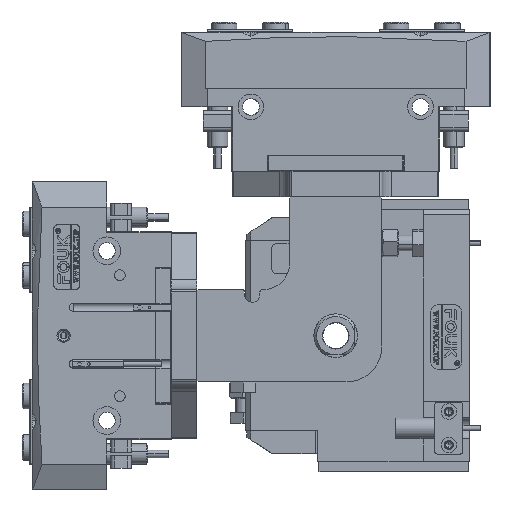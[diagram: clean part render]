
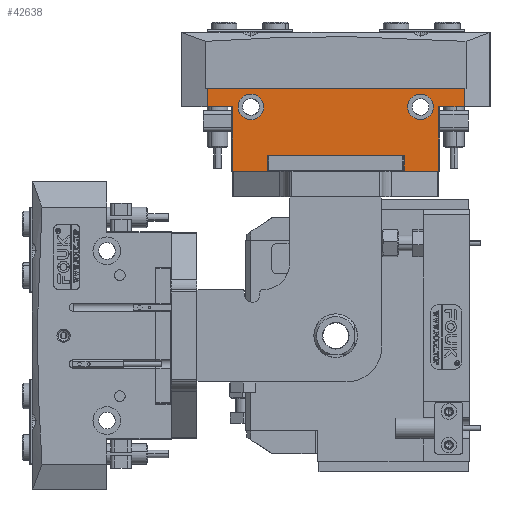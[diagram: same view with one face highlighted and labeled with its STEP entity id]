
A CAD part, left-side view. The second image highlights one B-rep face of the part: STEP entity #42638.
In plain terms, the highlighted face is planar.
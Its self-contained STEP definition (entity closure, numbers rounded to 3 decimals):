
#495 = CARTESIAN_POINT ( 'NONE',  ( -40., -7.5, -25. ) ) ;
#1280 = LINE ( 'NONE', #58260, #32339 ) ;
#1852 = FACE_BOUND ( 'NONE', #72552, .T. ) ;
#4296 = ORIENTED_EDGE ( 'NONE', *, *, #39048, .F. ) ;
#5151 = VERTEX_POINT ( 'NONE', #23615 ) ;
#6852 = ORIENTED_EDGE ( 'NONE', *, *, #60757, .F. ) ;
#7433 = VERTEX_POINT ( 'NONE', #8154 ) ;
#7991 = AXIS2_PLACEMENT_3D ( 'NONE', #28504, #80000, #21505 ) ;
#8130 = CARTESIAN_POINT ( 'NONE',  ( -50., -0.5, -25. ) ) ;
#8154 = CARTESIAN_POINT ( 'NONE',  ( -38., -7.5, -25. ) ) ;
#8992 = EDGE_CURVE ( 'NONE', #73469, #58533, #22490, .T. ) ;
#9156 = VECTOR ( 'NONE', #44081, 1000. ) ;
#10854 = VERTEX_POINT ( 'NONE', #8130 ) ;
#11200 = EDGE_CURVE ( 'NONE', #78353, #58802, #36605, .T. ) ;
#11505 = LINE ( 'NONE', #61921, #30545 ) ;
#12208 = LINE ( 'NONE', #19913, #26276 ) ;
#12953 = ORIENTED_EDGE ( 'NONE', *, *, #36550, .F. ) ;
#13862 = FACE_BOUND ( 'NONE', #47986, .T. ) ;
#14012 = DIRECTION ( 'NONE',  ( -1., 0., 0. ) ) ;
#14615 = VERTEX_POINT ( 'NONE', #61211 ) ;
#14911 = CARTESIAN_POINT ( 'NONE',  ( 40.5, -32.5, -25. ) ) ;
#16521 = VECTOR ( 'NONE', #70508, 1000. ) ;
#17770 = CARTESIAN_POINT ( 'NONE',  ( 50., 0., -25. ) ) ;
#18168 = ORIENTED_EDGE ( 'NONE', *, *, #26508, .F. ) ;
#18318 = PLANE ( 'NONE',  #43414 ) ;
#18506 = VECTOR ( 'NONE', #44057, 1000. ) ;
#19913 = CARTESIAN_POINT ( 'NONE',  ( 64.799, -0.5, -25. ) ) ;
#20390 = EDGE_CURVE ( 'NONE', #56164, #58533, #42420, .T. ) ;
#21495 = DIRECTION ( 'NONE',  ( 0., 0., 1. ) ) ;
#21505 = DIRECTION ( 'NONE',  ( 1., 0., 0. ) ) ;
#22490 = LINE ( 'NONE', #32777, #46489 ) ;
#23615 = CARTESIAN_POINT ( 'NONE',  ( 40., -7.5, -25. ) ) ;
#24547 = CARTESIAN_POINT ( 'NONE',  ( 60., -7.5, -25. ) ) ;
#24890 = VERTEX_POINT ( 'NONE', #61174 ) ;
#25193 = CARTESIAN_POINT ( 'NONE',  ( -28., -7.5, -25. ) ) ;
#26276 = VECTOR ( 'NONE', #45087, 1000. ) ;
#26508 = EDGE_CURVE ( 'NONE', #7433, #69902, #80701, .T. ) ;
#27136 = EDGE_CURVE ( 'NONE', #5151, #24890, #11505, .T. ) ;
#27167 = CARTESIAN_POINT ( 'NONE',  ( -26.65, 0., -25. ) ) ;
#28236 = CARTESIAN_POINT ( 'NONE',  ( -40.5, -7.5, -25. ) ) ;
#28328 = ORIENTED_EDGE ( 'NONE', *, *, #44860, .F. ) ;
#28504 = CARTESIAN_POINT ( 'NONE',  ( 33., -7.5, -25. ) ) ;
#29440 = DIRECTION ( 'NONE',  ( 0., -1., 0. ) ) ;
#29450 = ORIENTED_EDGE ( 'NONE', *, *, #8992, .T. ) ;
#29766 = CARTESIAN_POINT ( 'NONE',  ( -40., -7.5, -25. ) ) ;
#30078 = DIRECTION ( 'NONE',  ( -1., 0., 0. ) ) ;
#30416 = CARTESIAN_POINT ( 'NONE',  ( -50., 0., -25. ) ) ;
#30545 = VECTOR ( 'NONE', #29440, 1000. ) ;
#30688 = DIRECTION ( 'NONE',  ( 0., -1., 0. ) ) ;
#30850 = EDGE_CURVE ( 'NONE', #69902, #7433, #47076, .T. ) ;
#32253 = CARTESIAN_POINT ( 'NONE',  ( -40., -32.5, -25. ) ) ;
#32339 = VECTOR ( 'NONE', #45348, 1000. ) ;
#32777 = CARTESIAN_POINT ( 'NONE',  ( 0., -26.5, -25. ) ) ;
#33108 = VERTEX_POINT ( 'NONE', #38110 ) ;
#33748 = VECTOR ( 'NONE', #30688, 1000. ) ;
#34300 = CARTESIAN_POINT ( 'NONE',  ( -26.65, -26.5, -25. ) ) ;
#34369 = DIRECTION ( 'NONE',  ( 1., 0., 0. ) ) ;
#34462 = ORIENTED_EDGE ( 'NONE', *, *, #61493, .F. ) ;
#34647 = CARTESIAN_POINT ( 'NONE',  ( 33., -7.5, -25. ) ) ;
#35539 = LINE ( 'NONE', #69584, #18506 ) ;
#35567 = DIRECTION ( 'NONE',  ( 0., 1., 0. ) ) ;
#35623 = EDGE_CURVE ( 'NONE', #54768, #33108, #39375, .T. ) ;
#35762 = LINE ( 'NONE', #30416, #33748 ) ;
#35793 = EDGE_CURVE ( 'NONE', #5151, #49751, #36420, .T. ) ;
#36420 = LINE ( 'NONE', #24547, #55478 ) ;
#36549 = DIRECTION ( 'NONE',  ( 0., 0., -1. ) ) ;
#36550 = EDGE_CURVE ( 'NONE', #51135, #10854, #12208, .T. ) ;
#36605 = LINE ( 'NONE', #495, #16521 ) ;
#37201 = ORIENTED_EDGE ( 'NONE', *, *, #30850, .F. ) ;
#38110 = CARTESIAN_POINT ( 'NONE',  ( 28., -7.5, -25. ) ) ;
#38719 = EDGE_CURVE ( 'NONE', #14615, #24890, #60492, .T. ) ;
#39048 = EDGE_CURVE ( 'NONE', #78353, #56164, #1280, .T. ) ;
#39375 = CIRCLE ( 'NONE', #68967, 5. ) ;
#41371 = DIRECTION ( 'NONE',  ( 1., 0., 0. ) ) ;
#42420 = LINE ( 'NONE', #27167, #76519 ) ;
#42638 = ADVANCED_FACE ( 'NONE', ( #56970, #13862, #1852 ), #18318, .T. ) ;
#43414 = AXIS2_PLACEMENT_3D ( 'NONE', #68752, #69306, #82703 ) ;
#44057 = DIRECTION ( 'NONE',  ( 0., -1., 0. ) ) ;
#44081 = DIRECTION ( 'NONE',  ( 0., -1., 0. ) ) ;
#44860 = EDGE_CURVE ( 'NONE', #10854, #81512, #35762, .T. ) ;
#45087 = DIRECTION ( 'NONE',  ( -1., 0., 0. ) ) ;
#45348 = DIRECTION ( 'NONE',  ( 1., 0., 0. ) ) ;
#45854 = AXIS2_PLACEMENT_3D ( 'NONE', #66552, #36549, #30078 ) ;
#46489 = VECTOR ( 'NONE', #14012, 1000. ) ;
#47076 = CIRCLE ( 'NONE', #63911, 5. ) ;
#47198 = CARTESIAN_POINT ( 'NONE',  ( -50., -7.5, -25. ) ) ;
#47471 = VECTOR ( 'NONE', #66188, 1000. ) ;
#47986 = EDGE_LOOP ( 'NONE', ( #18168, #37201 ) ) ;
#49751 = VERTEX_POINT ( 'NONE', #63902 ) ;
#50231 = ORIENTED_EDGE ( 'NONE', *, *, #35793, .F. ) ;
#51135 = VERTEX_POINT ( 'NONE', #51759 ) ;
#51262 = ORIENTED_EDGE ( 'NONE', *, *, #53771, .T. ) ;
#51449 = CARTESIAN_POINT ( 'NONE',  ( 26.65, -26.5, -25. ) ) ;
#51759 = CARTESIAN_POINT ( 'NONE',  ( 50., -0.5, -25. ) ) ;
#51878 = EDGE_CURVE ( 'NONE', #51135, #49751, #77287, .T. ) ;
#53771 = EDGE_CURVE ( 'NONE', #33108, #54768, #77044, .T. ) ;
#54768 = VERTEX_POINT ( 'NONE', #61036 ) ;
#55478 = VECTOR ( 'NONE', #62328, 1000. ) ;
#56164 = VERTEX_POINT ( 'NONE', #56895 ) ;
#56895 = CARTESIAN_POINT ( 'NONE',  ( -26.65, -32.5, -25. ) ) ;
#56970 = FACE_OUTER_BOUND ( 'NONE', #61312, .T. ) ;
#57154 = ORIENTED_EDGE ( 'NONE', *, *, #38719, .F. ) ;
#58260 = CARTESIAN_POINT ( 'NONE',  ( 40.5, -32.5, -25. ) ) ;
#58533 = VERTEX_POINT ( 'NONE', #34300 ) ;
#58802 = VERTEX_POINT ( 'NONE', #29766 ) ;
#60492 = LINE ( 'NONE', #14911, #47471 ) ;
#60757 = EDGE_CURVE ( 'NONE', #73469, #14615, #35539, .T. ) ;
#61036 = CARTESIAN_POINT ( 'NONE',  ( 38., -7.5, -25. ) ) ;
#61174 = CARTESIAN_POINT ( 'NONE',  ( 40., -32.5, -25. ) ) ;
#61211 = CARTESIAN_POINT ( 'NONE',  ( 26.65, -32.5, -25. ) ) ;
#61312 = EDGE_LOOP ( 'NONE', ( #50231, #78118, #57154, #6852, #29450, #72773, #4296, #72344, #34462, #28328, #12953, #64120 ) ) ;
#61493 = EDGE_CURVE ( 'NONE', #81512, #58802, #63414, .T. ) ;
#61921 = CARTESIAN_POINT ( 'NONE',  ( 40., -32.5, -25. ) ) ;
#62328 = DIRECTION ( 'NONE',  ( 1., 0., 0. ) ) ;
#63414 = LINE ( 'NONE', #28236, #82450 ) ;
#63902 = CARTESIAN_POINT ( 'NONE',  ( 50., -7.5, -25. ) ) ;
#63911 = AXIS2_PLACEMENT_3D ( 'NONE', #74068, #67913, #73525 ) ;
#64120 = ORIENTED_EDGE ( 'NONE', *, *, #51878, .T. ) ;
#66188 = DIRECTION ( 'NONE',  ( 1., 0., 0. ) ) ;
#66552 = CARTESIAN_POINT ( 'NONE',  ( -33., -7.5, -25. ) ) ;
#67913 = DIRECTION ( 'NONE',  ( 0., 0., -1. ) ) ;
#68752 = CARTESIAN_POINT ( 'NONE',  ( 0., 0., -25. ) ) ;
#68967 = AXIS2_PLACEMENT_3D ( 'NONE', #34647, #21495, #34369 ) ;
#69306 = DIRECTION ( 'NONE',  ( 0., 0., -1. ) ) ;
#69584 = CARTESIAN_POINT ( 'NONE',  ( 26.65, 0., -25. ) ) ;
#69902 = VERTEX_POINT ( 'NONE', #25193 ) ;
#70508 = DIRECTION ( 'NONE',  ( 0., 1., 0. ) ) ;
#72344 = ORIENTED_EDGE ( 'NONE', *, *, #11200, .T. ) ;
#72552 = EDGE_LOOP ( 'NONE', ( #51262, #72635 ) ) ;
#72635 = ORIENTED_EDGE ( 'NONE', *, *, #35623, .T. ) ;
#72773 = ORIENTED_EDGE ( 'NONE', *, *, #20390, .F. ) ;
#73469 = VERTEX_POINT ( 'NONE', #51449 ) ;
#73525 = DIRECTION ( 'NONE',  ( -1., 0., 0. ) ) ;
#74068 = CARTESIAN_POINT ( 'NONE',  ( -33., -7.5, -25. ) ) ;
#76519 = VECTOR ( 'NONE', #35567, 1000. ) ;
#77044 = CIRCLE ( 'NONE', #7991, 5. ) ;
#77287 = LINE ( 'NONE', #17770, #9156 ) ;
#78118 = ORIENTED_EDGE ( 'NONE', *, *, #27136, .T. ) ;
#78353 = VERTEX_POINT ( 'NONE', #32253 ) ;
#80000 = DIRECTION ( 'NONE',  ( 0., 0., 1. ) ) ;
#80701 = CIRCLE ( 'NONE', #45854, 5. ) ;
#81512 = VERTEX_POINT ( 'NONE', #47198 ) ;
#82450 = VECTOR ( 'NONE', #41371, 1000. ) ;
#82703 = DIRECTION ( 'NONE',  ( -1., 0., 0. ) ) ;
